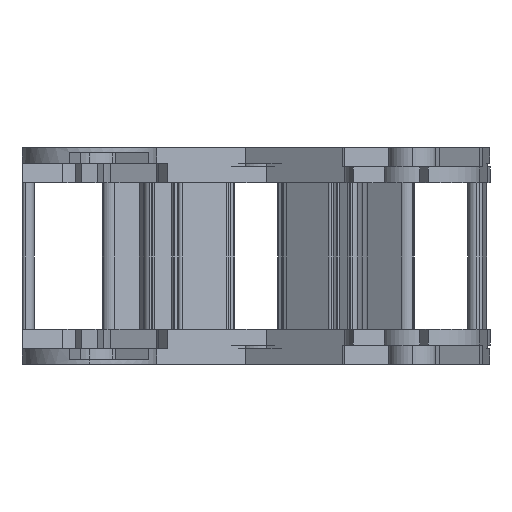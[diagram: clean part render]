
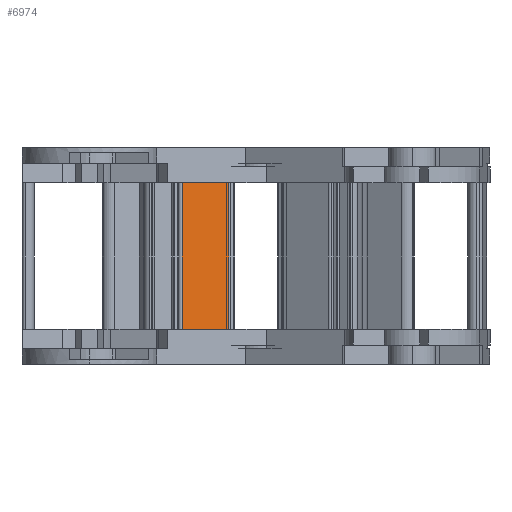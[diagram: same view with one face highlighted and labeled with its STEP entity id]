
A CAD part, left-side view. The second image highlights one B-rep face of the part: STEP entity #6974.
In plain terms, the highlighted planar face has unit normal (-0.875, -0.484, 0).
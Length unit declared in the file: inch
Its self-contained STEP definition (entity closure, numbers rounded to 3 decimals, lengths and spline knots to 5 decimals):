
#4635 = DIRECTION ( 'NONE',  ( 0., 0., 1. ) ) ;
#6942 = VECTOR ( 'NONE', #4635, 39.37008 ) ;
#6974 = ADVANCED_FACE ( 'NONE', ( #21688 ), #35930, .T. ) ;
#8030 = VECTOR ( 'NONE', #63763, 39.37008 ) ;
#8802 = EDGE_CURVE ( 'NONE', #16665, #60110, #23486, .T. ) ;
#16665 = VERTEX_POINT ( 'NONE', #29408 ) ;
#20724 = ORIENTED_EDGE ( 'NONE', *, *, #31902, .T. ) ;
#21273 = LINE ( 'NONE', #38828, #8030 ) ;
#21688 = FACE_OUTER_BOUND ( 'NONE', #46441, .T. ) ;
#23486 = LINE ( 'NONE', #29630, #6942 ) ;
#28616 = DIRECTION ( 'NONE',  ( -0.875, -0.484, 0. ) ) ;
#29408 = CARTESIAN_POINT ( 'NONE',  ( 0.01828, -0.93498, -0.98425 ) ) ;
#29630 = CARTESIAN_POINT ( 'NONE',  ( 0.01828, -0.93498, 0. ) ) ;
#29952 = ORIENTED_EDGE ( 'NONE', *, *, #46022, .T. ) ;
#30257 = CARTESIAN_POINT ( 'NONE',  ( -0.06756, -0.78, 0. ) ) ;
#30369 = VECTOR ( 'NONE', #41716, 39.37008 ) ;
#31902 = EDGE_CURVE ( 'NONE', #48236, #16665, #21273, .T. ) ;
#35930 = PLANE ( 'NONE',  #56062 ) ;
#36465 = CARTESIAN_POINT ( 'NONE',  ( -0.1534, -0.62502, 0. ) ) ;
#38828 = CARTESIAN_POINT ( 'NONE',  ( -0.1534, -0.62502, -0.98425 ) ) ;
#41716 = DIRECTION ( 'NONE',  ( -0.484, 0.875, 0. ) ) ;
#46022 = EDGE_CURVE ( 'NONE', #68243, #48236, #51405, .T. ) ;
#46441 = EDGE_LOOP ( 'NONE', ( #29952, #20724, #61409, #70104 ) ) ;
#46623 = CARTESIAN_POINT ( 'NONE',  ( -0.1534, -0.62502, 0. ) ) ;
#48236 = VERTEX_POINT ( 'NONE', #76255 ) ;
#50162 = CARTESIAN_POINT ( 'NONE',  ( 0.01828, -0.93498, 0. ) ) ;
#51405 = LINE ( 'NONE', #58723, #66235 ) ;
#52196 = DIRECTION ( 'NONE',  ( 0., 0., -1. ) ) ;
#56062 = AXIS2_PLACEMENT_3D ( 'NONE', #46623, #28616, #71530 ) ;
#58723 = CARTESIAN_POINT ( 'NONE',  ( -0.1534, -0.62502, 0. ) ) ;
#60110 = VERTEX_POINT ( 'NONE', #50162 ) ;
#60913 = LINE ( 'NONE', #30257, #30369 ) ;
#61409 = ORIENTED_EDGE ( 'NONE', *, *, #8802, .T. ) ;
#63763 = DIRECTION ( 'NONE',  ( 0.484, -0.875, 0. ) ) ;
#64422 = EDGE_CURVE ( 'NONE', #60110, #68243, #60913, .T. ) ;
#66235 = VECTOR ( 'NONE', #52196, 39.37008 ) ;
#68243 = VERTEX_POINT ( 'NONE', #36465 ) ;
#70104 = ORIENTED_EDGE ( 'NONE', *, *, #64422, .T. ) ;
#71530 = DIRECTION ( 'NONE',  ( 0., 0., -1. ) ) ;
#76255 = CARTESIAN_POINT ( 'NONE',  ( -0.1534, -0.62502, -0.98425 ) ) ;
